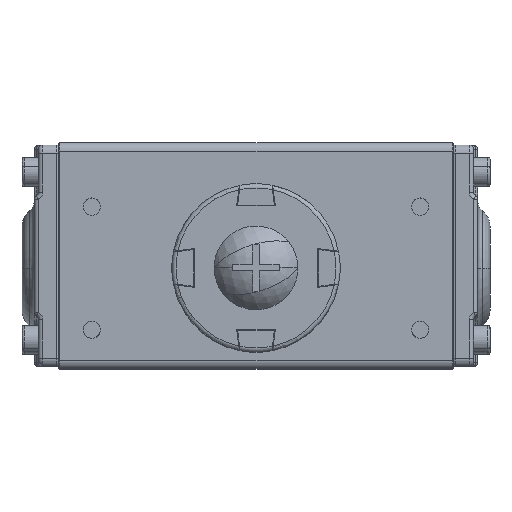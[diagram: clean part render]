
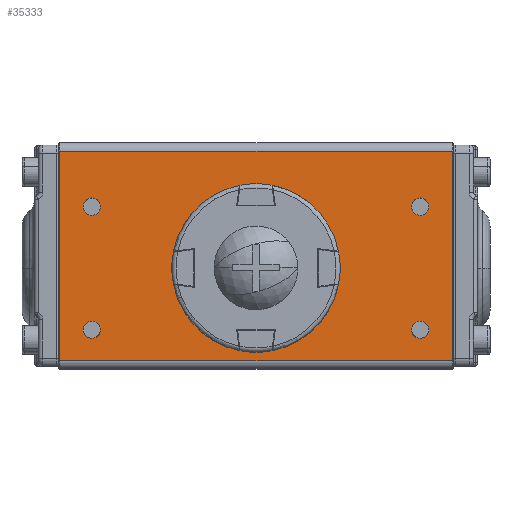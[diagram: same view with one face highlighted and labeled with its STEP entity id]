
A CAD part, top view. The second image highlights one B-rep face of the part: STEP entity #35333.
In plain terms, the highlighted planar face has unit normal (0, 0, 1).
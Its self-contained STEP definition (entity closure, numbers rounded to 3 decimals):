
#35194=CARTESIAN_POINT('',(-48.,30.5,82.5));
#35195=DIRECTION('',(0.,-0.,-1.));
#35196=DIRECTION('',(1.,-0.,0.));
#35197=AXIS2_PLACEMENT_3D('',#35194,#35195,#35196);
#35198=PLANE('',#35197);
#35199=CARTESIAN_POINT('',(-42.1,-15.,82.5));
#35200=VERTEX_POINT('',#35199);
#35201=CARTESIAN_POINT('',(-37.9,-15.,82.5));
#35202=VERTEX_POINT('',#35201);
#35203=CARTESIAN_POINT('',(-40.,-15.,82.5));
#35204=DIRECTION('',(-0.,0.,1.));
#35205=DIRECTION('',(-1.,0.,-0.));
#35206=AXIS2_PLACEMENT_3D('',#35203,#35204,#35205);
#35207=CIRCLE('',#35206,2.1);
#35208=EDGE_CURVE('NONE',#35200,#35202,#35207,.T.);
#35209=ORIENTED_EDGE('',*,*,#35208,.F.);
#35210=CARTESIAN_POINT('',(-40.,-15.,82.5));
#35211=DIRECTION('',(-0.,0.,1.));
#35212=DIRECTION('',(-1.,0.,-0.));
#35213=AXIS2_PLACEMENT_3D('',#35210,#35211,#35212);
#35214=CIRCLE('',#35213,2.1);
#35215=EDGE_CURVE('NONE',#35202,#35200,#35214,.T.);
#35216=ORIENTED_EDGE('',*,*,#35215,.F.);
#35217=EDGE_LOOP('',(#35209,#35216));
#35218=FACE_BOUND('',#35217,.T.);
#35219=CARTESIAN_POINT('',(-42.1,15.,82.5));
#35220=VERTEX_POINT('',#35219);
#35221=CARTESIAN_POINT('',(-37.9,15.,82.5));
#35222=VERTEX_POINT('',#35221);
#35223=CARTESIAN_POINT('',(-40.,15.,82.5));
#35224=DIRECTION('',(-0.,0.,1.));
#35225=DIRECTION('',(-1.,0.,-0.));
#35226=AXIS2_PLACEMENT_3D('',#35223,#35224,#35225);
#35227=CIRCLE('',#35226,2.1);
#35228=EDGE_CURVE('NONE',#35220,#35222,#35227,.T.);
#35229=ORIENTED_EDGE('',*,*,#35228,.F.);
#35230=CARTESIAN_POINT('',(-40.,15.,82.5));
#35231=DIRECTION('',(-0.,0.,1.));
#35232=DIRECTION('',(-1.,0.,-0.));
#35233=AXIS2_PLACEMENT_3D('',#35230,#35231,#35232);
#35234=CIRCLE('',#35233,2.1);
#35235=EDGE_CURVE('NONE',#35222,#35220,#35234,.T.);
#35236=ORIENTED_EDGE('',*,*,#35235,.F.);
#35237=EDGE_LOOP('',(#35229,#35236));
#35238=FACE_BOUND('',#35237,.T.);
#35239=CARTESIAN_POINT('',(37.9,15.,82.5));
#35240=VERTEX_POINT('',#35239);
#35241=CARTESIAN_POINT('',(42.1,15.,82.5));
#35242=VERTEX_POINT('',#35241);
#35243=CARTESIAN_POINT('',(40.,15.,82.5));
#35244=DIRECTION('',(-0.,0.,1.));
#35245=DIRECTION('',(-1.,0.,-0.));
#35246=AXIS2_PLACEMENT_3D('',#35243,#35244,#35245);
#35247=CIRCLE('',#35246,2.1);
#35248=EDGE_CURVE('NONE',#35240,#35242,#35247,.T.);
#35249=ORIENTED_EDGE('',*,*,#35248,.F.);
#35250=CARTESIAN_POINT('',(40.,15.,82.5));
#35251=DIRECTION('',(-0.,0.,1.));
#35252=DIRECTION('',(-1.,0.,-0.));
#35253=AXIS2_PLACEMENT_3D('',#35250,#35251,#35252);
#35254=CIRCLE('',#35253,2.1);
#35255=EDGE_CURVE('NONE',#35242,#35240,#35254,.T.);
#35256=ORIENTED_EDGE('',*,*,#35255,.F.);
#35257=EDGE_LOOP('',(#35249,#35256));
#35258=FACE_BOUND('',#35257,.T.);
#35259=CARTESIAN_POINT('',(37.9,-15.,82.5));
#35260=VERTEX_POINT('',#35259);
#35261=CARTESIAN_POINT('',(42.1,-15.,82.5));
#35262=VERTEX_POINT('',#35261);
#35263=CARTESIAN_POINT('',(40.,-15.,82.5));
#35264=DIRECTION('',(-0.,0.,1.));
#35265=DIRECTION('',(-1.,0.,-0.));
#35266=AXIS2_PLACEMENT_3D('',#35263,#35264,#35265);
#35267=CIRCLE('',#35266,2.1);
#35268=EDGE_CURVE('NONE',#35260,#35262,#35267,.T.);
#35269=ORIENTED_EDGE('',*,*,#35268,.F.);
#35270=CARTESIAN_POINT('',(40.,-15.,82.5));
#35271=DIRECTION('',(-0.,0.,1.));
#35272=DIRECTION('',(-1.,0.,-0.));
#35273=AXIS2_PLACEMENT_3D('',#35270,#35271,#35272);
#35274=CIRCLE('',#35273,2.1);
#35275=EDGE_CURVE('NONE',#35262,#35260,#35274,.T.);
#35276=ORIENTED_EDGE('',*,*,#35275,.F.);
#35277=EDGE_LOOP('',(#35269,#35276));
#35278=FACE_BOUND('',#35277,.T.);
#35279=CARTESIAN_POINT('',(-47.8,-22.5,82.5));
#35280=VERTEX_POINT('',#35279);
#35281=CARTESIAN_POINT('',(47.8,-22.5,82.5));
#35282=VERTEX_POINT('',#35281);
#35283=CARTESIAN_POINT('',(-47.8,-22.5,82.5));
#35284=DIRECTION('',(1.,-0.,0.));
#35285=VECTOR('',#35284,95.6);
#35286=LINE('',#35283,#35285);
#35287=EDGE_CURVE('',#35280,#35282,#35286,.T.);
#35288=ORIENTED_EDGE('',*,*,#35287,.T.);
#35289=CARTESIAN_POINT('',(47.8,28.5,82.5));
#35290=VERTEX_POINT('',#35289);
#35291=CARTESIAN_POINT('',(47.8,-22.5,82.5));
#35292=DIRECTION('',(0.,1.,0.));
#35293=VECTOR('',#35292,51.);
#35294=LINE('',#35291,#35293);
#35295=EDGE_CURVE('',#35282,#35290,#35294,.T.);
#35296=ORIENTED_EDGE('',*,*,#35295,.T.);
#35297=CARTESIAN_POINT('',(-47.8,28.5,82.5));
#35298=VERTEX_POINT('',#35297);
#35299=CARTESIAN_POINT('',(47.8,28.5,82.5));
#35300=DIRECTION('',(-1.,0.,-0.));
#35301=VECTOR('',#35300,95.6);
#35302=LINE('',#35299,#35301);
#35303=EDGE_CURVE('',#35290,#35298,#35302,.T.);
#35304=ORIENTED_EDGE('',*,*,#35303,.T.);
#35305=CARTESIAN_POINT('',(-47.8,28.5,82.5));
#35306=DIRECTION('',(-0.,-1.,-0.));
#35307=VECTOR('',#35306,51.);
#35308=LINE('',#35305,#35307);
#35309=EDGE_CURVE('',#35298,#35280,#35308,.T.);
#35310=ORIENTED_EDGE('',*,*,#35309,.T.);
#35311=EDGE_LOOP('',(#35288,#35296,#35304,#35310));
#35312=FACE_BOUND('',#35311,.T.);
#35313=CARTESIAN_POINT('',(0.,-7.,82.5));
#35314=VERTEX_POINT('',#35313);
#35315=CARTESIAN_POINT('',(0.,7.,82.5));
#35316=VERTEX_POINT('',#35315);
#35317=CARTESIAN_POINT('',(0.,-0.,82.5));
#35318=DIRECTION('',(0.,-0.,-1.));
#35319=DIRECTION('',(1.,-0.,0.));
#35320=AXIS2_PLACEMENT_3D('',#35317,#35318,#35319);
#35321=CIRCLE('',#35320,7.);
#35322=EDGE_CURVE('',#35314,#35316,#35321,.T.);
#35323=ORIENTED_EDGE('',*,*,#35322,.T.);
#35324=CARTESIAN_POINT('',(0.,-0.,82.5));
#35325=DIRECTION('',(0.,-0.,-1.));
#35326=DIRECTION('',(1.,-0.,0.));
#35327=AXIS2_PLACEMENT_3D('',#35324,#35325,#35326);
#35328=CIRCLE('',#35327,7.);
#35329=EDGE_CURVE('',#35316,#35314,#35328,.T.);
#35330=ORIENTED_EDGE('',*,*,#35329,.T.);
#35331=EDGE_LOOP('',(#35323,#35330));
#35332=FACE_BOUND('',#35331,.T.);
#35333=ADVANCED_FACE('',(#35218,#35238,#35258,#35278,#35312,#35332),#35198,.F.);
